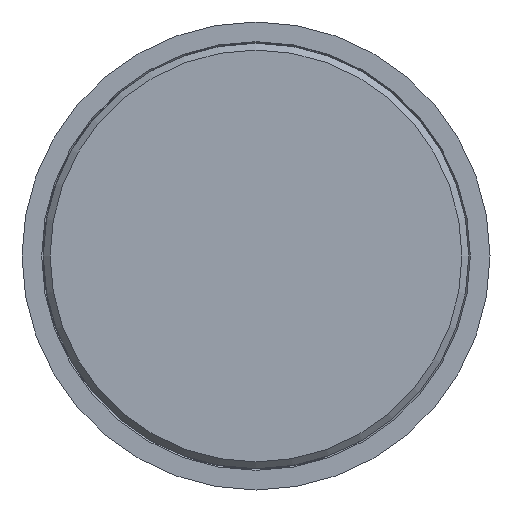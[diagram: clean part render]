
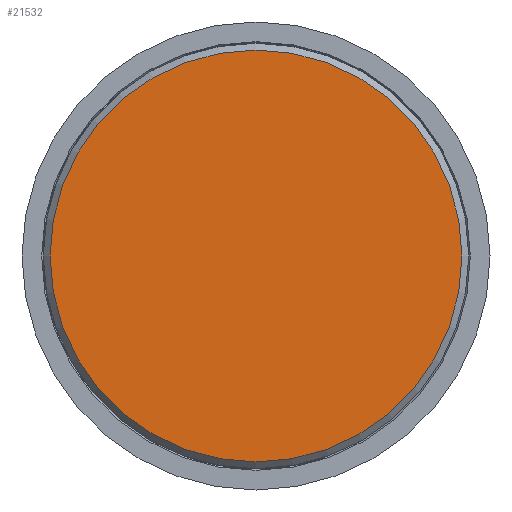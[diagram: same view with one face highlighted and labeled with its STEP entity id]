
A CAD part, front view. The second image highlights one B-rep face of the part: STEP entity #21532.
In plain terms, the highlighted planar face has unit normal (0, -1, 0).
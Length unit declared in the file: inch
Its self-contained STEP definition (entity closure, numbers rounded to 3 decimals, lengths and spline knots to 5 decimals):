
#3813 = VERTEX_POINT ( 'NONE', #15614 ) ;
#4580 = DIRECTION ( 'NONE',  ( 0., 0., 1. ) ) ;
#5704 = ORIENTED_EDGE ( 'NONE', *, *, #32832, .F. ) ;
#9588 = DIRECTION ( 'NONE',  ( 0., 0., 1. ) ) ;
#10240 = PLANE ( 'NONE',  #28036 ) ;
#13208 = DIRECTION ( 'NONE',  ( 0., 1., 0. ) ) ;
#15614 = CARTESIAN_POINT ( 'NONE',  ( 0., 0., 1.21 ) ) ;
#21532 = ADVANCED_FACE ( 'NONE', ( #33785 ), #10240, .F. ) ;
#21889 = CARTESIAN_POINT ( 'NONE',  ( 0., 0., 0. ) ) ;
#24072 = CIRCLE ( 'NONE', #39414, 1.21 ) ;
#25073 = EDGE_LOOP ( 'NONE', ( #5704 ) ) ;
#28036 = AXIS2_PLACEMENT_3D ( 'NONE', #35246, #13208, #4580 ) ;
#28078 = DIRECTION ( 'NONE',  ( 0., 1., 0. ) ) ;
#32832 = EDGE_CURVE ( 'NONE', #3813, #3813, #24072, .T. ) ;
#33785 = FACE_OUTER_BOUND ( 'NONE', #25073, .T. ) ;
#35246 = CARTESIAN_POINT ( 'NONE',  ( 0., 0., 0. ) ) ;
#39414 = AXIS2_PLACEMENT_3D ( 'NONE', #21889, #28078, #9588 ) ;
